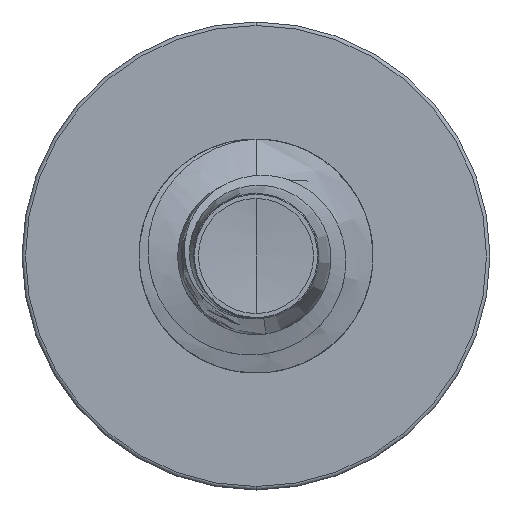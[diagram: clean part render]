
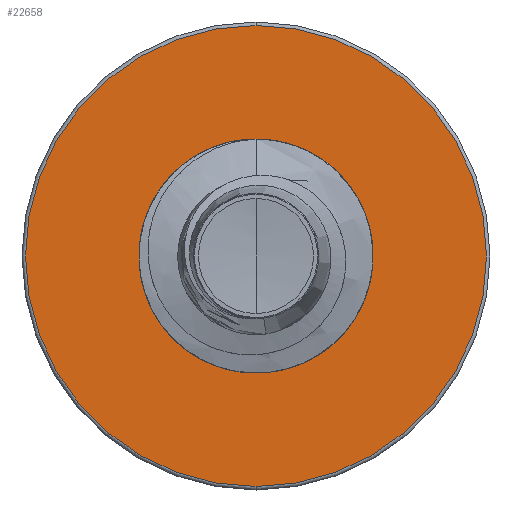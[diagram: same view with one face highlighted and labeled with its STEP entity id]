
A CAD part, front view. The second image highlights one B-rep face of the part: STEP entity #22658.
In plain terms, the highlighted planar face has unit normal (0, -1, 0).
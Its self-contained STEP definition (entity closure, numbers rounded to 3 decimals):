
#1268 = CARTESIAN_POINT ( 'NONE',  ( 0., 30., 0. ) ) ;
#2198 = EDGE_LOOP ( 'NONE', ( #28767, #15208 ) ) ;
#3886 = CARTESIAN_POINT ( 'NONE',  ( 0., 30., -2.842 ) ) ;
#4344 = DIRECTION ( 'NONE',  ( 0., 0., 1. ) ) ;
#4747 = AXIS2_PLACEMENT_3D ( 'NONE', #14435, #27634, #16891 ) ;
#5229 = AXIS2_PLACEMENT_3D ( 'NONE', #24820, #12470, #26399 ) ;
#5284 = VERTEX_POINT ( 'NONE', #23401 ) ;
#6783 = EDGE_CURVE ( 'NONE', #14820, #5284, #15434, .T. ) ;
#8430 = EDGE_CURVE ( 'NONE', #5284, #14820, #10755, .T. ) ;
#9390 = PLANE ( 'NONE',  #4747 ) ;
#9757 = CARTESIAN_POINT ( 'NONE',  ( 0., 30., 5.91 ) ) ;
#10755 = CIRCLE ( 'NONE', #27249, 2.842 ) ;
#11328 = AXIS2_PLACEMENT_3D ( 'NONE', #1268, #19462, #4344 ) ;
#12470 = DIRECTION ( 'NONE',  ( 0., 1., 0. ) ) ;
#13595 = ORIENTED_EDGE ( 'NONE', *, *, #8430, .T. ) ;
#14273 = DIRECTION ( 'NONE',  ( 0., 0., 1. ) ) ;
#14314 = DIRECTION ( 'NONE',  ( 0., 1., 0. ) ) ;
#14347 = CARTESIAN_POINT ( 'NONE',  ( 0., 30., 0. ) ) ;
#14435 = CARTESIAN_POINT ( 'NONE',  ( 0., 30., -2.842 ) ) ;
#14820 = VERTEX_POINT ( 'NONE', #3886 ) ;
#15208 = ORIENTED_EDGE ( 'NONE', *, *, #26334, .F. ) ;
#15434 = CIRCLE ( 'NONE', #16727, 2.842 ) ;
#16192 = ORIENTED_EDGE ( 'NONE', *, *, #6783, .T. ) ;
#16727 = AXIS2_PLACEMENT_3D ( 'NONE', #18835, #18828, #18800 ) ;
#16891 = DIRECTION ( 'NONE',  ( 0., 0., 1. ) ) ;
#17479 = FACE_BOUND ( 'NONE', #21101, .T. ) ;
#18800 = DIRECTION ( 'NONE',  ( 0., 0., 1. ) ) ;
#18828 = DIRECTION ( 'NONE',  ( 0., 1., 0. ) ) ;
#18835 = CARTESIAN_POINT ( 'NONE',  ( 0., 30., 0. ) ) ;
#19462 = DIRECTION ( 'NONE',  ( 0., 1., 0. ) ) ;
#19930 = VERTEX_POINT ( 'NONE', #9757 ) ;
#20316 = VERTEX_POINT ( 'NONE', #21100 ) ;
#21100 = CARTESIAN_POINT ( 'NONE',  ( 0., 30., -5.91 ) ) ;
#21101 = EDGE_LOOP ( 'NONE', ( #13595, #16192 ) ) ;
#22658 = ADVANCED_FACE ( 'NONE', ( #27065, #17479 ), #9390, .F. ) ;
#23401 = CARTESIAN_POINT ( 'NONE',  ( 0., 30., 2.842 ) ) ;
#24745 = EDGE_CURVE ( 'NONE', #19930, #20316, #28393, .T. ) ;
#24820 = CARTESIAN_POINT ( 'NONE',  ( 0., 30., 0. ) ) ;
#26334 = EDGE_CURVE ( 'NONE', #20316, #19930, #27599, .T. ) ;
#26399 = DIRECTION ( 'NONE',  ( 0., 0., 1. ) ) ;
#27065 = FACE_OUTER_BOUND ( 'NONE', #2198, .T. ) ;
#27249 = AXIS2_PLACEMENT_3D ( 'NONE', #14347, #14314, #14273 ) ;
#27599 = CIRCLE ( 'NONE', #11328, 5.91 ) ;
#27634 = DIRECTION ( 'NONE',  ( 0., 1., 0. ) ) ;
#28393 = CIRCLE ( 'NONE', #5229, 5.91 ) ;
#28767 = ORIENTED_EDGE ( 'NONE', *, *, #24745, .F. ) ;
